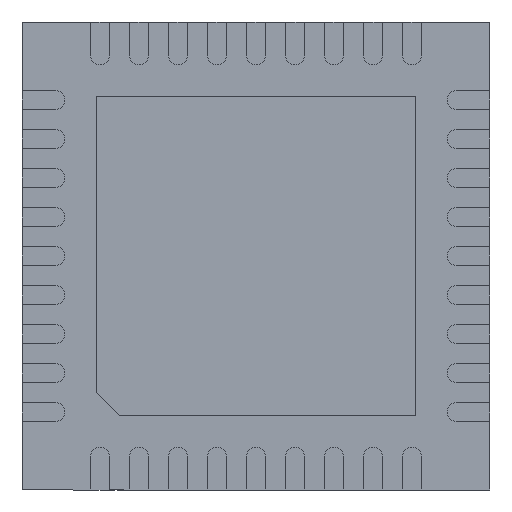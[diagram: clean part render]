
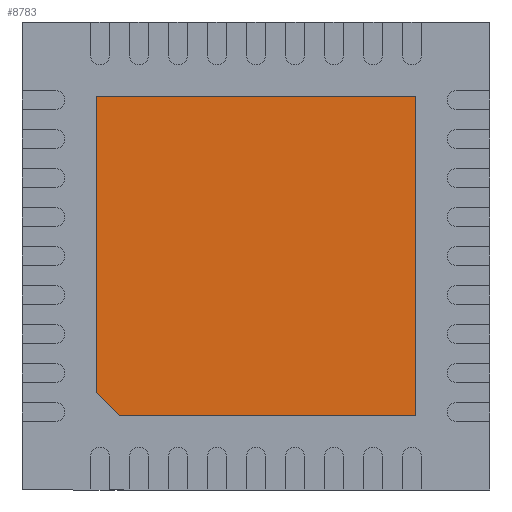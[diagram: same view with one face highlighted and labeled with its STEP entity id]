
A CAD part, front view. The second image highlights one B-rep face of the part: STEP entity #8783.
In plain terms, the highlighted planar face has unit normal (0, -1, 0).
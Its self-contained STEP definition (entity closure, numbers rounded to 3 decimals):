
#314 = EDGE_CURVE ( 'NONE', #6189, #3975, #7160, .T. ) ;
#322 = ORIENTED_EDGE ( 'NONE', *, *, #314, .T. ) ;
#349 = DIRECTION ( 'NONE',  ( 0., -1., 0. ) ) ;
#485 = DIRECTION ( 'NONE',  ( 0.707, 0., -0.707 ) ) ;
#510 = CARTESIAN_POINT ( 'NONE',  ( -2.05, 0., -1.75 ) ) ;
#554 = LINE ( 'NONE', #6114, #8193 ) ;
#1002 = ORIENTED_EDGE ( 'NONE', *, *, #1515, .T. ) ;
#1093 = VECTOR ( 'NONE', #1440, 1000. ) ;
#1440 = DIRECTION ( 'NONE',  ( -1., 0., 0. ) ) ;
#1515 = EDGE_CURVE ( 'NONE', #2134, #6189, #4039, .T. ) ;
#1962 = CARTESIAN_POINT ( 'NONE',  ( -2.05, 0., -2.05 ) ) ;
#2075 = DIRECTION ( 'NONE',  ( 1., 0., 0. ) ) ;
#2082 = AXIS2_PLACEMENT_3D ( 'NONE', #8798, #349, #3198 ) ;
#2134 = VERTEX_POINT ( 'NONE', #5060 ) ;
#2329 = VECTOR ( 'NONE', #2075, 1000. ) ;
#2345 = CARTESIAN_POINT ( 'NONE',  ( 2.05, 0., -2.05 ) ) ;
#2446 = EDGE_LOOP ( 'NONE', ( #5822, #10745, #1002, #322, #11159 ) ) ;
#2931 = VERTEX_POINT ( 'NONE', #510 ) ;
#3198 = DIRECTION ( 'NONE',  ( 0., 0., -1. ) ) ;
#3221 = CARTESIAN_POINT ( 'NONE',  ( 2.05, 0., 2.05 ) ) ;
#3365 = CARTESIAN_POINT ( 'NONE',  ( -2.05, 0., 2.05 ) ) ;
#3975 = VERTEX_POINT ( 'NONE', #7141 ) ;
#4039 = LINE ( 'NONE', #1962, #2329 ) ;
#5060 = CARTESIAN_POINT ( 'NONE',  ( -1.75, 0., -2.05 ) ) ;
#5822 = ORIENTED_EDGE ( 'NONE', *, *, #12122, .T. ) ;
#5952 = CARTESIAN_POINT ( 'NONE',  ( -2.05, 0., 2.05 ) ) ;
#6114 = CARTESIAN_POINT ( 'NONE',  ( -1.9, 0., -1.9 ) ) ;
#6174 = DIRECTION ( 'NONE',  ( 0., 0., 1. ) ) ;
#6189 = VERTEX_POINT ( 'NONE', #2345 ) ;
#7141 = CARTESIAN_POINT ( 'NONE',  ( 2.05, 0., 2.05 ) ) ;
#7160 = LINE ( 'NONE', #3221, #10426 ) ;
#8193 = VECTOR ( 'NONE', #485, 1000. ) ;
#8783 = ADVANCED_FACE ( 'NONE', ( #11636 ), #11694, .T. ) ;
#8798 = CARTESIAN_POINT ( 'NONE',  ( 0., 0., 0. ) ) ;
#8964 = LINE ( 'NONE', #9888, #1093 ) ;
#9291 = EDGE_CURVE ( 'NONE', #3975, #12054, #8964, .T. ) ;
#9609 = EDGE_CURVE ( 'NONE', #2931, #2134, #554, .T. ) ;
#9709 = DIRECTION ( 'NONE',  ( 0., 0., -1. ) ) ;
#9888 = CARTESIAN_POINT ( 'NONE',  ( -2.05, 0., 2.05 ) ) ;
#10426 = VECTOR ( 'NONE', #6174, 1000. ) ;
#10745 = ORIENTED_EDGE ( 'NONE', *, *, #9609, .T. ) ;
#11159 = ORIENTED_EDGE ( 'NONE', *, *, #9291, .T. ) ;
#11615 = VECTOR ( 'NONE', #9709, 1000. ) ;
#11636 = FACE_OUTER_BOUND ( 'NONE', #2446, .T. ) ;
#11684 = LINE ( 'NONE', #5952, #11615 ) ;
#11694 = PLANE ( 'NONE',  #2082 ) ;
#12054 = VERTEX_POINT ( 'NONE', #3365 ) ;
#12122 = EDGE_CURVE ( 'NONE', #12054, #2931, #11684, .T. ) ;
